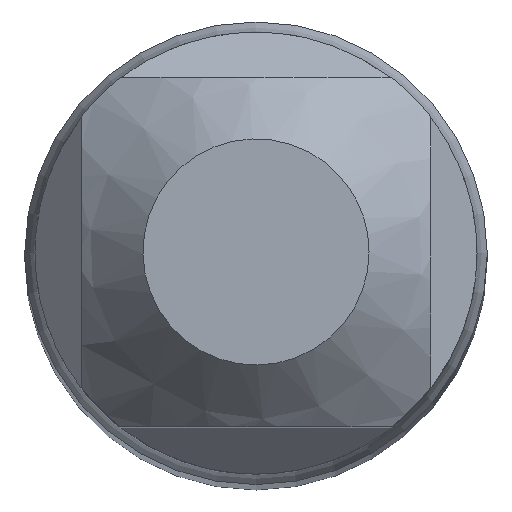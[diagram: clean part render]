
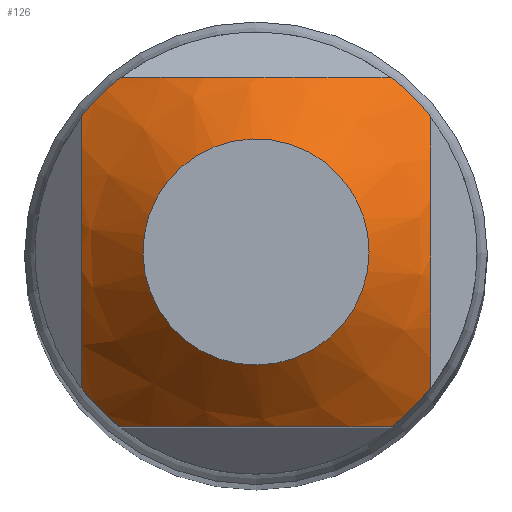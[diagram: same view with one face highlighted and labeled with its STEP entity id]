
A CAD part, top view. The second image highlights one B-rep face of the part: STEP entity #126.
In plain terms, the highlighted conical face has half-angle 45 degrees and reference radius 1000 mm.
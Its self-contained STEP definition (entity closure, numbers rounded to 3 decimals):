
#52=CONICAL_SURFACE('',#446,1000.,45.);
#82=FACE_BOUND('',#181,.T.);
#83=FACE_BOUND('',#182,.T.);
#90=CIRCLE('',#421,1.1);
#100=CIRCLE('',#440,2.15);
#101=CIRCLE('',#441,2.15);
#102=CIRCLE('',#442,2.15);
#103=CIRCLE('',#443,2.15);
#126=ADVANCED_FACE('NONE',(#82,#83),#52,.T.);
#181=EDGE_LOOP('',(#252,#253,#254,#255,#256,#257,#258,#259));
#182=EDGE_LOOP('',(#260));
#252=ORIENTED_EDGE('',*,*,#315,.F.);
#253=ORIENTED_EDGE('',*,*,#329,.F.);
#254=ORIENTED_EDGE('',*,*,#306,.F.);
#255=ORIENTED_EDGE('',*,*,#328,.F.);
#256=ORIENTED_EDGE('',*,*,#309,.F.);
#257=ORIENTED_EDGE('',*,*,#327,.F.);
#258=ORIENTED_EDGE('',*,*,#312,.F.);
#259=ORIENTED_EDGE('',*,*,#330,.F.);
#260=ORIENTED_EDGE('',*,*,#317,.T.);
#275=VERTEX_POINT('',#599);
#276=VERTEX_POINT('',#610);
#277=VERTEX_POINT('',#614);
#278=VERTEX_POINT('',#625);
#279=VERTEX_POINT('',#629);
#280=VERTEX_POINT('',#640);
#281=VERTEX_POINT('',#644);
#282=VERTEX_POINT('',#655);
#283=VERTEX_POINT('',#659);
#306=EDGE_CURVE('NONE',#275,#276,#368,.T.);
#309=EDGE_CURVE('NONE',#277,#278,#369,.T.);
#312=EDGE_CURVE('NONE',#279,#280,#370,.T.);
#315=EDGE_CURVE('NONE',#281,#282,#371,.T.);
#317=EDGE_CURVE('NONE',#283,#283,#90,.T.);
#327=EDGE_CURVE('NONE',#280,#277,#100,.T.);
#328=EDGE_CURVE('NONE',#278,#275,#101,.T.);
#329=EDGE_CURVE('NONE',#276,#281,#102,.T.);
#330=EDGE_CURVE('NONE',#282,#279,#103,.T.);
#368=B_SPLINE_CURVE_WITH_KNOTS('',3,(#600,#601,#602,#603,#604,#605,#606,
#607,#608,#609),.UNSPECIFIED.,.F.,.F.,(4,2,2,2,4),(0.,0.25,0.5,0.75,1.),
 .UNSPECIFIED.);
#369=B_SPLINE_CURVE_WITH_KNOTS('',3,(#615,#616,#617,#618,#619,#620,#621,
#622,#623,#624),.UNSPECIFIED.,.F.,.F.,(4,2,2,2,4),(0.,0.25,0.5,0.75,1.),
 .UNSPECIFIED.);
#370=B_SPLINE_CURVE_WITH_KNOTS('',3,(#630,#631,#632,#633,#634,#635,#636,
#637,#638,#639),.UNSPECIFIED.,.F.,.F.,(4,2,2,2,4),(0.,0.25,0.5,0.75,1.),
 .UNSPECIFIED.);
#371=B_SPLINE_CURVE_WITH_KNOTS('',3,(#645,#646,#647,#648,#649,#650,#651,
#652,#653,#654),.UNSPECIFIED.,.F.,.F.,(4,2,2,2,4),(0.,0.25,0.5,0.75,1.),
 .UNSPECIFIED.);
#421=AXIS2_PLACEMENT_3D('',#658,#498,#499);
#440=AXIS2_PLACEMENT_3D('',#687,#536,#537);
#441=AXIS2_PLACEMENT_3D('',#688,#538,#539);
#442=AXIS2_PLACEMENT_3D('',#689,#540,#541);
#443=AXIS2_PLACEMENT_3D('',#690,#542,#543);
#446=AXIS2_PLACEMENT_3D('',#693,#548,#549);
#498=DIRECTION('',(0.,0.,-1.));
#499=DIRECTION('',(1.,0.,0.));
#536=DIRECTION('',(0.,0.,-1.));
#537=DIRECTION('',(0.,1.,0.));
#538=DIRECTION('',(0.,0.,-1.));
#539=DIRECTION('',(0.,1.,0.));
#540=DIRECTION('',(0.,0.,-1.));
#541=DIRECTION('',(0.,1.,0.));
#542=DIRECTION('',(0.,0.,-1.));
#543=DIRECTION('',(0.,1.,0.));
#548=DIRECTION('',(0.,0.,-1.));
#549=DIRECTION('',(0.,1.,0.));
#599=CARTESIAN_POINT('',(-1.7,-1.316,-1.05));
#600=CARTESIAN_POINT('',(-1.7,-1.316,-1.05));
#601=CARTESIAN_POINT('',(-1.7,-1.116,-0.927));
#602=CARTESIAN_POINT('',(-1.7,-0.909,-0.817));
#603=CARTESIAN_POINT('',(-1.7,-0.47,-0.652));
#604=CARTESIAN_POINT('',(-1.7,-0.238,-0.6));
#605=CARTESIAN_POINT('',(-1.7,0.232,-0.6));
#606=CARTESIAN_POINT('',(-1.7,0.465,-0.65));
#607=CARTESIAN_POINT('',(-1.7,0.907,-0.816));
#608=CARTESIAN_POINT('',(-1.7,1.115,-0.927));
#609=CARTESIAN_POINT('',(-1.7,1.316,-1.05));
#610=CARTESIAN_POINT('',(-1.7,1.316,-1.05));
#614=CARTESIAN_POINT('',(1.316,-1.7,-1.05));
#615=CARTESIAN_POINT('',(1.316,-1.7,-1.05));
#616=CARTESIAN_POINT('',(1.115,-1.7,-0.927));
#617=CARTESIAN_POINT('',(0.909,-1.7,-0.817));
#618=CARTESIAN_POINT('',(0.469,-1.7,-0.652));
#619=CARTESIAN_POINT('',(0.237,-1.7,-0.6));
#620=CARTESIAN_POINT('',(-0.237,-1.7,-0.6));
#621=CARTESIAN_POINT('',(-0.467,-1.7,-0.651));
#622=CARTESIAN_POINT('',(-0.908,-1.7,-0.817));
#623=CARTESIAN_POINT('',(-1.115,-1.7,-0.927));
#624=CARTESIAN_POINT('',(-1.316,-1.7,-1.05));
#625=CARTESIAN_POINT('',(-1.316,-1.7,-1.05));
#629=CARTESIAN_POINT('',(1.7,1.316,-1.05));
#630=CARTESIAN_POINT('',(1.7,1.316,-1.05));
#631=CARTESIAN_POINT('',(1.7,1.116,-0.927));
#632=CARTESIAN_POINT('',(1.7,0.909,-0.817));
#633=CARTESIAN_POINT('',(1.7,0.47,-0.652));
#634=CARTESIAN_POINT('',(1.7,0.238,-0.6));
#635=CARTESIAN_POINT('',(1.7,-0.232,-0.6));
#636=CARTESIAN_POINT('',(1.7,-0.465,-0.65));
#637=CARTESIAN_POINT('',(1.7,-0.907,-0.816));
#638=CARTESIAN_POINT('',(1.7,-1.115,-0.927));
#639=CARTESIAN_POINT('',(1.7,-1.316,-1.05));
#640=CARTESIAN_POINT('',(1.7,-1.316,-1.05));
#644=CARTESIAN_POINT('',(-1.316,1.7,-1.05));
#645=CARTESIAN_POINT('',(-1.316,1.7,-1.05));
#646=CARTESIAN_POINT('',(-1.115,1.7,-0.927));
#647=CARTESIAN_POINT('',(-0.909,1.7,-0.817));
#648=CARTESIAN_POINT('',(-0.469,1.7,-0.652));
#649=CARTESIAN_POINT('',(-0.237,1.7,-0.6));
#650=CARTESIAN_POINT('',(0.237,1.7,-0.6));
#651=CARTESIAN_POINT('',(0.467,1.7,-0.651));
#652=CARTESIAN_POINT('',(0.908,1.7,-0.817));
#653=CARTESIAN_POINT('',(1.115,1.7,-0.927));
#654=CARTESIAN_POINT('',(1.316,1.7,-1.05));
#655=CARTESIAN_POINT('',(1.316,1.7,-1.05));
#658=CARTESIAN_POINT('',(0.,0.,0.));
#659=CARTESIAN_POINT('',(1.1,0.,0.));
#687=CARTESIAN_POINT('',(0.,0.,-1.05));
#688=CARTESIAN_POINT('',(0.,0.,-1.05));
#689=CARTESIAN_POINT('',(0.,0.,-1.05));
#690=CARTESIAN_POINT('',(0.,0.,-1.05));
#693=CARTESIAN_POINT('',(0.,0.,-998.9));
